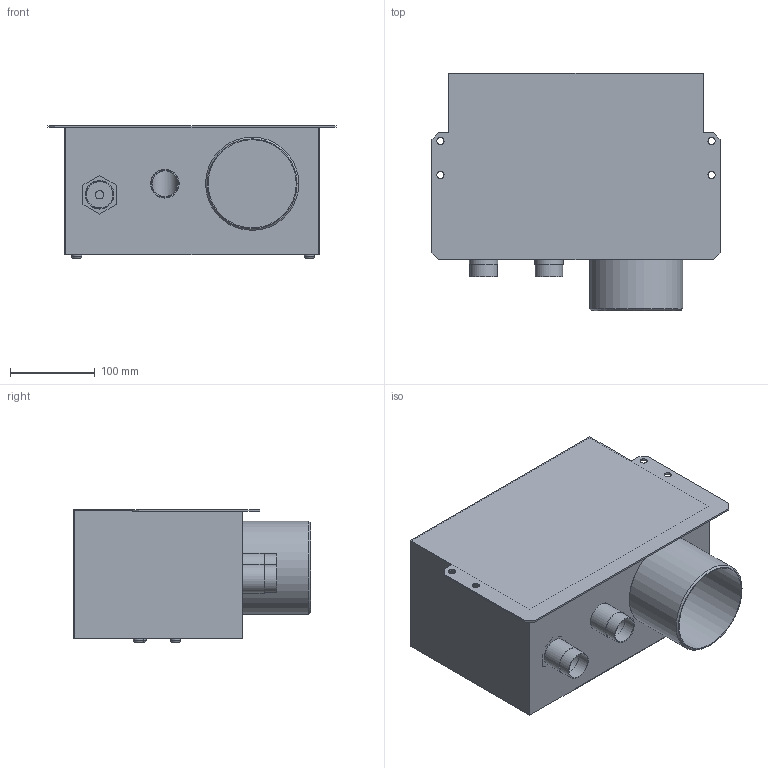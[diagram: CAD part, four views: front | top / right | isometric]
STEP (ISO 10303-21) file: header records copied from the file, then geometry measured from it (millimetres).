
FILE_DESCRIPTION(/* description */ (''),/* implementation_level */ '2;1');
FILE_NAME(/* name */ '51120_URK100E.stp',/* time_stamp */ '2015-05-18T10:52:42+02:00',/* author */ ('guzb562'),/* organization */ (''),/* preprocessor_version */ 'ST-DEVELOPER v15.6',/* originating_system */ 'Autodesk Inventor 2015',/* authorisation */ '');
FILE_SCHEMA (('AUTOMOTIVE_DESIGN { 1 0 10303 214 3 1 1 }'));
Length unit declared in the file: millimetre
Products named in the file (1): 51120_URK100E
Bounding box: 340 x 280 x 156.5 mm (x, y, z)
Volume: 219348 mm3; surface area: 727143.1 mm2
Topology: 4 solids, 6 shells, 358 faces, 924 edges, 613 vertices
Faces by surface type: plane 209, bspline 78, cylinder 65, torus 5, cone 1
Full cylindrical faces by diameter (mm): 8.5 x4, 10 x1, 12 x4, 30.479 x3, 31.174 x2, 32.619 x1, 32.675 x1, 33.7 x6, 38.008 x1, 104 x1, 109.934 x1, 110 x2, 113.744 x1
Entity records: 11692 total; most frequent: CARTESIAN_POINT 3306, ORIENTED_EDGE 1786, DIRECTION 1429, EDGE_CURVE 890, VERTEX_POINT 613, LINE 601, VECTOR 601, EDGE_LOOP 481
